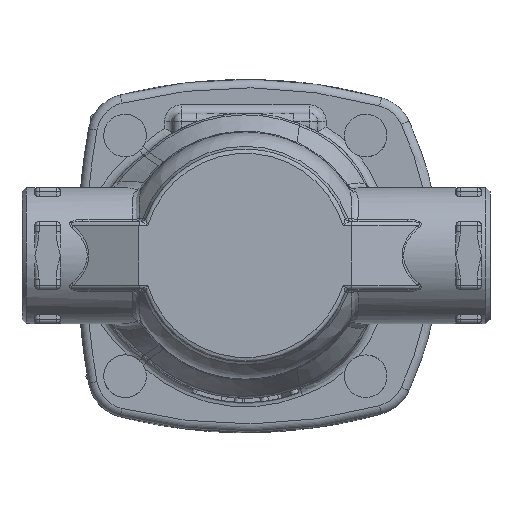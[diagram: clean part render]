
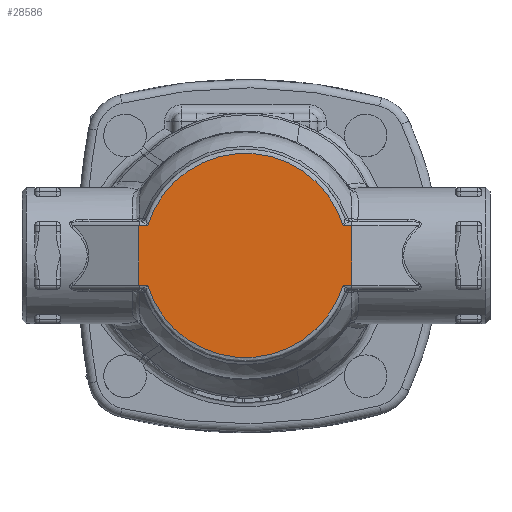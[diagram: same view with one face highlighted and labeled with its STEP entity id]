
A CAD part, top view. The second image highlights one B-rep face of the part: STEP entity #28586.
In plain terms, the highlighted planar face has unit normal (0, 0, 1).
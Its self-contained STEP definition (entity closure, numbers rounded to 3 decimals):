
#24702=CARTESIAN_POINT('',(22.956,-7.,65.0));
#24703=VERTEX_POINT('',#24702);
#25912=CARTESIAN_POINT('',(22.956,7.,65.0));
#25913=VERTEX_POINT('',#25912);
#25959=CARTESIAN_POINT('',(-22.956,7.,65.0));
#25960=VERTEX_POINT('',#25959);
#25975=CARTESIAN_POINT('',(0.,0.0,65.0));
#25976=DIRECTION('',(0.0,0.0,-1.0));
#25977=DIRECTION('',(0.0,1.0,0.0));
#25978=AXIS2_PLACEMENT_3D('',#25975,#25976,#25977);
#25979=CIRCLE('',#25978,24.0);
#25980=EDGE_CURVE('',#25960,#25913,#25979,.T.);
#26792=CARTESIAN_POINT('',(-22.956,-7.,65.0));
#26793=VERTEX_POINT('',#26792);
#26794=CARTESIAN_POINT('',(0.,0.0,65.0));
#26795=DIRECTION('',(0.0,0.0,-1.0));
#26796=DIRECTION('',(0.0,-1.0,0.0));
#26797=AXIS2_PLACEMENT_3D('',#26794,#26795,#26796);
#26798=CIRCLE('',#26797,24.0);
#26799=EDGE_CURVE('',#24703,#26793,#26798,.T.);
#28133=CARTESIAN_POINT('',(-25.0,-7.,65.0));
#28134=VERTEX_POINT('',#28133);
#28177=CARTESIAN_POINT('',(-22.956,-7.,65.0));
#28178=DIRECTION('',(-1.0,0.0,0.0));
#28179=VECTOR('',#28178,2.044);
#28180=LINE('',#28177,#28179);
#28181=EDGE_CURVE('',#26793,#28134,#28180,.T.);
#28507=CARTESIAN_POINT('',(-25.0,7.,65.0));
#28508=VERTEX_POINT('',#28507);
#28516=CARTESIAN_POINT('',(-25.0,7.,65.0));
#28517=DIRECTION('',(1.0,0.0,0.0));
#28518=VECTOR('',#28517,2.044);
#28519=LINE('',#28516,#28518);
#28520=EDGE_CURVE('',#28508,#25960,#28519,.T.);
#28547=CARTESIAN_POINT('',(-12.5,0.0,65.0));
#28548=DIRECTION('',(0.0,0.0,1.0));
#28549=DIRECTION('',(1.0,0.0,0.0));
#28550=AXIS2_PLACEMENT_3D('',#28547,#28548,#28549);
#28551=PLANE('',#28550);
#28552=ORIENTED_EDGE('',*,*,#25980,.F.);
#28553=ORIENTED_EDGE('',*,*,#28520,.F.);
#28554=CARTESIAN_POINT('',(-25.0,7.,65.0));
#28555=DIRECTION('',(0.0,-1.0,0.0));
#28556=VECTOR('',#28555,14.);
#28557=LINE('',#28554,#28556);
#28558=EDGE_CURVE('',#28508,#28134,#28557,.T.);
#28559=ORIENTED_EDGE('',*,*,#28558,.T.);
#28560=ORIENTED_EDGE('',*,*,#28181,.F.);
#28561=ORIENTED_EDGE('',*,*,#26799,.F.);
#28562=CARTESIAN_POINT('',(25.0,-7.,65.0));
#28563=VERTEX_POINT('',#28562);
#28564=CARTESIAN_POINT('',(25.0,-7.,65.0));
#28565=DIRECTION('',(-1.0,0.0,0.0));
#28566=VECTOR('',#28565,2.044);
#28567=LINE('',#28564,#28566);
#28568=EDGE_CURVE('',#28563,#24703,#28567,.T.);
#28569=ORIENTED_EDGE('',*,*,#28568,.F.);
#28570=CARTESIAN_POINT('',(25.0,7.,65.0));
#28571=VERTEX_POINT('',#28570);
#28572=CARTESIAN_POINT('',(25.0,7.,65.0));
#28573=DIRECTION('',(0.0,-1.0,0.0));
#28574=VECTOR('',#28573,14.);
#28575=LINE('',#28572,#28574);
#28576=EDGE_CURVE('',#28571,#28563,#28575,.T.);
#28577=ORIENTED_EDGE('',*,*,#28576,.F.);
#28578=CARTESIAN_POINT('',(22.956,7.,65.0));
#28579=DIRECTION('',(1.0,0.0,0.0));
#28580=VECTOR('',#28579,2.044);
#28581=LINE('',#28578,#28580);
#28582=EDGE_CURVE('',#25913,#28571,#28581,.T.);
#28583=ORIENTED_EDGE('',*,*,#28582,.F.);
#28584=EDGE_LOOP('',(#28552,#28553,#28559,#28560,#28561,#28569,#28577,#28583));
#28585=FACE_OUTER_BOUND('',#28584,.T.);
#28586=ADVANCED_FACE('',(#28585),#28551,.T.);
